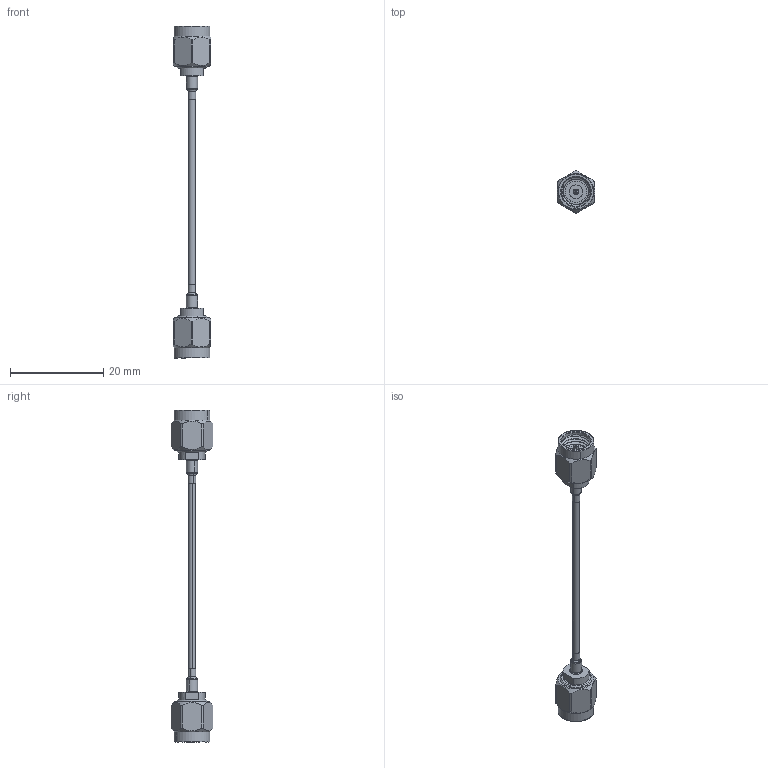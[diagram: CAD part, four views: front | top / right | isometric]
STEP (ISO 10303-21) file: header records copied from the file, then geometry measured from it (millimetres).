
FILE_DESCRIPTION (( 'STEP AP214' ), '1' );
FILE_NAME ('FMCA9972_3D.step', '2024-01-19T19:35:08', ( '' ), ( '' ), 'SwSTEP 2.0', 'SolidWorks 2022', '' );
FILE_SCHEMA (( 'AUTOMOTIVE_DESIGN' ));
Length unit declared in the file: inch
Products named in the file (4): Copy of Heatshrink_047_240177^FMCA9972; Copy of FMCN1428^FMCA9972; Copy of PE-P047 Cable New^FMCA9972; FMCA9972_3D
Assembly tree (5 placements, depth 2):
  FMCA9972_3D
    Copy of PE-P047 Cable New^FMCA9972
    Copy of FMCN1428^FMCA9972  x2
    Copy of Heatshrink_047_240177^FMCA9972  x2
Bounding box: 7.94 x 8.93 x 71.12 mm (x, y, z)
Volume: 775.9 mm3; surface area: 1746.3 mm2
Topology: 5 solids, 5 shells, 192 faces, 450 edges, 286 vertices
Faces by surface type: cylinder 86, plane 50, cone 38, bspline 10, torus 8
Entity records: 4396 total; most frequent: CARTESIAN_POINT 2039, DIRECTION 473, ORIENTED_EDGE 456, EDGE_CURVE 228, AXIS2_PLACEMENT_3D 196, VERTEX_POINT 145, EDGE_LOOP 107, FACE_OUTER_BOUND 98
